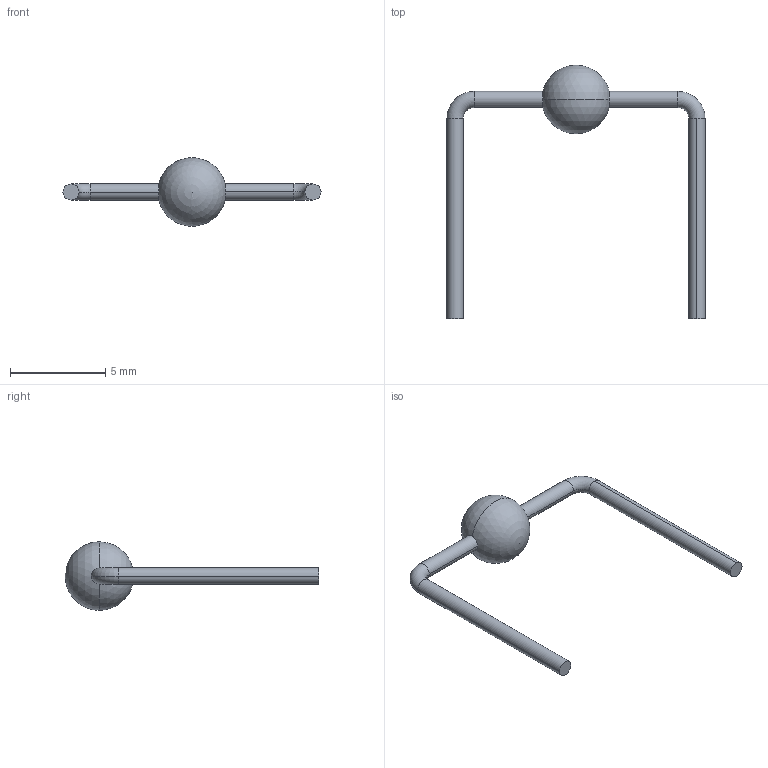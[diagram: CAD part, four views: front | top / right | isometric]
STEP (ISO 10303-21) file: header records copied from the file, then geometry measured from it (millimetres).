
FILE_DESCRIPTION (( 'STEP AP214' ), '1' );
FILE_NAME ('BYV26.STEP', '2014-09-11T12:51:58', ( 'punk' ), ( '' ), 'SwSTEP 2.0', 'SolidWorks 2014', '' );
FILE_SCHEMA (( 'AUTOMOTIVE_DESIGN' ));
Length unit declared in the file: millimetre
Products named in the file (1): BYV26
Bounding box: 13.55 x 13.31 x 3.6 mm (x, y, z)
Volume: 42 mm3; surface area: 124.1 mm2
Topology: 1 solids, 1 shells, 16 faces, 41 edges, 25 vertices
Faces by surface type: cylinder 8, torus 4, sphere 2, plane 2
Entity records: 494 total; most frequent: DIRECTION 98, CARTESIAN_POINT 75, ORIENTED_EDGE 72, AXIS2_PLACEMENT_3D 45, EDGE_CURVE 36, CIRCLE 28, VERTEX_POINT 22, FACE_OUTER_BOUND 16
